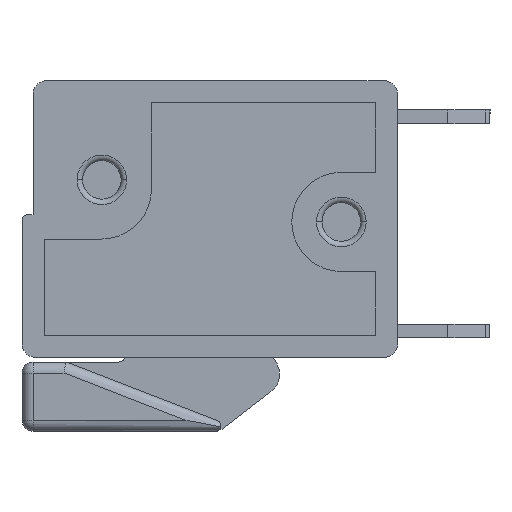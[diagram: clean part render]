
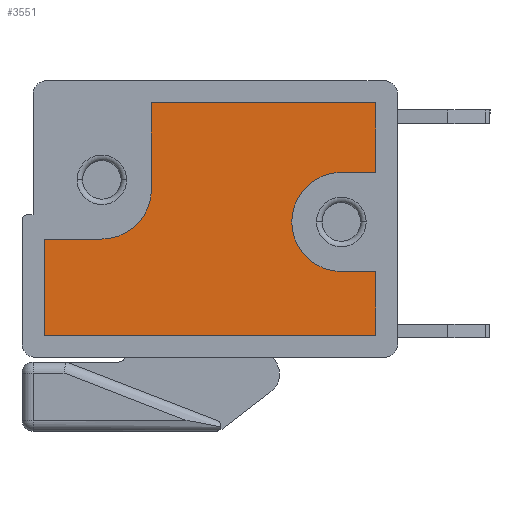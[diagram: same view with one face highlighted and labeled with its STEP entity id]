
A CAD part, left-side view. The second image highlights one B-rep face of the part: STEP entity #3551.
In plain terms, the highlighted face is planar.
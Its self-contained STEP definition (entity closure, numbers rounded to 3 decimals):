
#84 = VECTOR ( 'NONE', #7806, 1000. ) ;
#89 = CARTESIAN_POINT ( 'NONE',  ( 6.025, -1.695, -5.02 ) ) ;
#134 = CIRCLE ( 'NONE', #2039, 1.8 ) ;
#157 = CARTESIAN_POINT ( 'NONE',  ( 6.025, 1.905, -5.02 ) ) ;
#320 = DIRECTION ( 'NONE',  ( 0., 0., -1. ) ) ;
#479 = LINE ( 'NONE', #3020, #8190 ) ;
#486 = VERTEX_POINT ( 'NONE', #624 ) ;
#520 = DIRECTION ( 'NONE',  ( 0., -1., 0. ) ) ;
#555 = VECTOR ( 'NONE', #5082, 1000. ) ;
#558 = LINE ( 'NONE', #3096, #5777 ) ;
#594 = VECTOR ( 'NONE', #2699, 1000. ) ;
#624 = CARTESIAN_POINT ( 'NONE',  ( 4.775, 1.905, -5.02 ) ) ;
#827 = EDGE_CURVE ( 'NONE', #7270, #3714, #6882, .T. ) ;
#879 = VERTEX_POINT ( 'NONE', #3152 ) ;
#880 = CARTESIAN_POINT ( 'NONE',  ( -3.925, 0.725, -5.02 ) ) ;
#933 = FACE_OUTER_BOUND ( 'NONE', #1392, .T. ) ;
#962 = DIRECTION ( 'NONE',  ( -1., 0., 0. ) ) ;
#1152 = CARTESIAN_POINT ( 'NONE',  ( -3.925, 0.725, -5.02 ) ) ;
#1196 = EDGE_CURVE ( 'NONE', #5923, #3476, #3696, .T. ) ;
#1392 = EDGE_LOOP ( 'NONE', ( #4945, #3129, #4909, #2529, #7605, #5601, #3327, #4953, #5696, #5933, #5124, #2665 ) ) ;
#1415 = DIRECTION ( 'NONE',  ( 0., 1., 0. ) ) ;
#1626 = CARTESIAN_POINT ( 'NONE',  ( 4.775, 0.105, -5.02 ) ) ;
#1648 = CARTESIAN_POINT ( 'NONE',  ( -2.125, -4.225, -5.02 ) ) ;
#1777 = VERTEX_POINT ( 'NONE', #2817 ) ;
#1782 = EDGE_CURVE ( 'NONE', #879, #7270, #7234, .T. ) ;
#1804 = CARTESIAN_POINT ( 'NONE',  ( -6.025, 0.725, -5.02 ) ) ;
#1837 = EDGE_CURVE ( 'NONE', #1777, #879, #7376, .T. ) ;
#1910 = AXIS2_PLACEMENT_3D ( 'NONE', #6025, #320, #2859 ) ;
#2039 = AXIS2_PLACEMENT_3D ( 'NONE', #1626, #4185, #6739 ) ;
#2192 = DIRECTION ( 'NONE',  ( -1., 0., 0. ) ) ;
#2303 = EDGE_CURVE ( 'NONE', #3476, #1777, #479, .T. ) ;
#2368 = EDGE_CURVE ( 'NONE', #4224, #2595, #558, .T. ) ;
#2529 = ORIENTED_EDGE ( 'NONE', *, *, #5536, .T. ) ;
#2535 = CARTESIAN_POINT ( 'NONE',  ( -6.025, 4.225, -5.02 ) ) ;
#2595 = VERTEX_POINT ( 'NONE', #7942 ) ;
#2637 = AXIS2_PLACEMENT_3D ( 'NONE', #4135, #6686, #962 ) ;
#2665 = ORIENTED_EDGE ( 'NONE', *, *, #1837, .T. ) ;
#2699 = DIRECTION ( 'NONE',  ( -1., 0., 0. ) ) ;
#2713 = LINE ( 'NONE', #5260, #84 ) ;
#2817 = CARTESIAN_POINT ( 'NONE',  ( -2.125, -4.225, -5.02 ) ) ;
#2859 = DIRECTION ( 'NONE',  ( -1., 0., 0. ) ) ;
#2883 = VECTOR ( 'NONE', #1415, 1000. ) ;
#3020 = CARTESIAN_POINT ( 'NONE',  ( 6.025, -4.225, -5.02 ) ) ;
#3096 = CARTESIAN_POINT ( 'NONE',  ( 6.025, 4.225, -5.02 ) ) ;
#3129 = ORIENTED_EDGE ( 'NONE', *, *, #827, .T. ) ;
#3152 = CARTESIAN_POINT ( 'NONE',  ( -2.125, -1.075, -5.02 ) ) ;
#3327 = ORIENTED_EDGE ( 'NONE', *, *, #7350, .T. ) ;
#3354 = CARTESIAN_POINT ( 'NONE',  ( 6.025, -4.225, -5.02 ) ) ;
#3476 = VERTEX_POINT ( 'NONE', #3354 ) ;
#3477 = PLANE ( 'NONE',  #1910 ) ;
#3551 = ADVANCED_FACE ( 'NONE', ( #933 ), #3477, .T. ) ;
#3696 = LINE ( 'NONE', #6241, #5618 ) ;
#3708 = DIRECTION ( 'NONE',  ( -1., 0., 0. ) ) ;
#3714 = VERTEX_POINT ( 'NONE', #1804 ) ;
#3728 = VERTEX_POINT ( 'NONE', #4363 ) ;
#4135 = CARTESIAN_POINT ( 'NONE',  ( 4.775, 0.105, -5.02 ) ) ;
#4185 = DIRECTION ( 'NONE',  ( 0., 0., 1. ) ) ;
#4203 = DIRECTION ( 'NONE',  ( 0., 1., 0. ) ) ;
#4224 = VERTEX_POINT ( 'NONE', #7714 ) ;
#4281 = EDGE_CURVE ( 'NONE', #2595, #486, #5873, .T. ) ;
#4363 = CARTESIAN_POINT ( 'NONE',  ( 2.975, 0.105, -5.02 ) ) ;
#4586 = LINE ( 'NONE', #7139, #2883 ) ;
#4867 = VERTEX_POINT ( 'NONE', #7330 ) ;
#4909 = ORIENTED_EDGE ( 'NONE', *, *, #5183, .T. ) ;
#4945 = ORIENTED_EDGE ( 'NONE', *, *, #1782, .T. ) ;
#4953 = ORIENTED_EDGE ( 'NONE', *, *, #6116, .T. ) ;
#5082 = DIRECTION ( 'NONE',  ( 1., 0., 0. ) ) ;
#5124 = ORIENTED_EDGE ( 'NONE', *, *, #2303, .T. ) ;
#5183 = EDGE_CURVE ( 'NONE', #3714, #8265, #4586, .T. ) ;
#5260 = CARTESIAN_POINT ( 'NONE',  ( 4.775, -1.695, -5.02 ) ) ;
#5361 = CARTESIAN_POINT ( 'NONE',  ( -3.925, -1.075, -5.02 ) ) ;
#5536 = EDGE_CURVE ( 'NONE', #8265, #4224, #8261, .T. ) ;
#5558 = DIRECTION ( 'NONE',  ( -1., 0., 0. ) ) ;
#5567 = CARTESIAN_POINT ( 'NONE',  ( -6.025, 4.225, -5.02 ) ) ;
#5601 = ORIENTED_EDGE ( 'NONE', *, *, #4281, .T. ) ;
#5618 = VECTOR ( 'NONE', #520, 1000. ) ;
#5644 = DIRECTION ( 'NONE',  ( 0., -1., 0. ) ) ;
#5696 = ORIENTED_EDGE ( 'NONE', *, *, #6435, .T. ) ;
#5777 = VECTOR ( 'NONE', #5644, 1000. ) ;
#5873 = LINE ( 'NONE', #157, #594 ) ;
#5923 = VERTEX_POINT ( 'NONE', #89 ) ;
#5933 = ORIENTED_EDGE ( 'NONE', *, *, #1196, .T. ) ;
#6025 = CARTESIAN_POINT ( 'NONE',  ( -3.925, -1.075, -5.02 ) ) ;
#6116 = EDGE_CURVE ( 'NONE', #3728, #4867, #134, .T. ) ;
#6241 = CARTESIAN_POINT ( 'NONE',  ( 6.025, -1.695, -5.02 ) ) ;
#6247 = CIRCLE ( 'NONE', #2637, 1.8 ) ;
#6435 = EDGE_CURVE ( 'NONE', #4867, #5923, #2713, .T. ) ;
#6686 = DIRECTION ( 'NONE',  ( 0., 0., 1. ) ) ;
#6739 = DIRECTION ( 'NONE',  ( -1., 0., 0. ) ) ;
#6843 = VECTOR ( 'NONE', #3708, 1000. ) ;
#6882 = LINE ( 'NONE', #1152, #6843 ) ;
#6984 = VECTOR ( 'NONE', #4203, 1000. ) ;
#7134 = AXIS2_PLACEMENT_3D ( 'NONE', #5361, #7918, #2192 ) ;
#7139 = CARTESIAN_POINT ( 'NONE',  ( -6.025, 0.725, -5.02 ) ) ;
#7234 = CIRCLE ( 'NONE', #7134, 1.8 ) ;
#7270 = VERTEX_POINT ( 'NONE', #880 ) ;
#7330 = CARTESIAN_POINT ( 'NONE',  ( 4.775, -1.695, -5.02 ) ) ;
#7350 = EDGE_CURVE ( 'NONE', #486, #3728, #6247, .T. ) ;
#7376 = LINE ( 'NONE', #1648, #6984 ) ;
#7605 = ORIENTED_EDGE ( 'NONE', *, *, #2368, .T. ) ;
#7714 = CARTESIAN_POINT ( 'NONE',  ( 6.025, 4.225, -5.02 ) ) ;
#7806 = DIRECTION ( 'NONE',  ( 1., 0., 0. ) ) ;
#7918 = DIRECTION ( 'NONE',  ( 0., 0., 1. ) ) ;
#7942 = CARTESIAN_POINT ( 'NONE',  ( 6.025, 1.905, -5.02 ) ) ;
#8190 = VECTOR ( 'NONE', #5558, 1000. ) ;
#8261 = LINE ( 'NONE', #2535, #555 ) ;
#8265 = VERTEX_POINT ( 'NONE', #5567 ) ;
